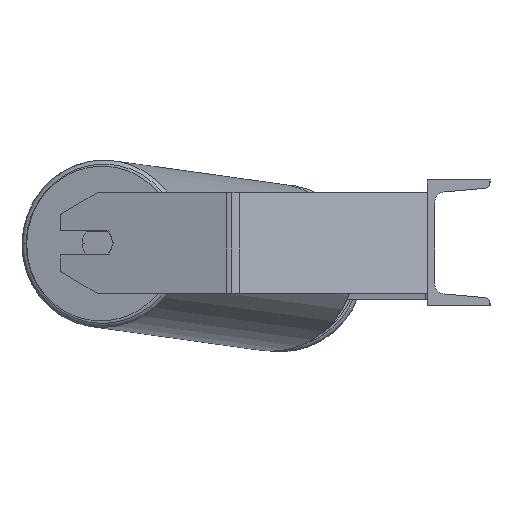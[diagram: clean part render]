
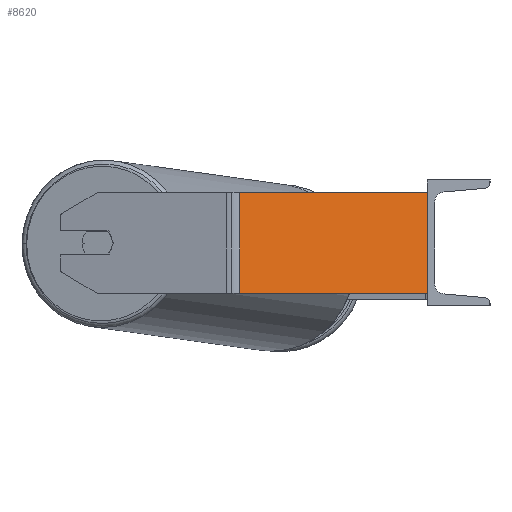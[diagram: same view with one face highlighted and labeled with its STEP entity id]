
A CAD part, left-side view. The second image highlights one B-rep face of the part: STEP entity #8620.
In plain terms, the highlighted planar face has unit normal (-0.906, -0.423, 0).
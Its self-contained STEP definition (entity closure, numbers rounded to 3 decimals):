
#50 = VERTEX_POINT ( 'NONE', #7050 ) ;
#401 = VECTOR ( 'NONE', #804, 1000. ) ;
#575 = ORIENTED_EDGE ( 'NONE', *, *, #7396, .T. ) ;
#804 = DIRECTION ( 'NONE',  ( 0.423, -0.906, 0. ) ) ;
#1109 = CARTESIAN_POINT ( 'NONE',  ( -856.718, 153.799, 40. ) ) ;
#1172 = EDGE_LOOP ( 'NONE', ( #6896, #7729, #2063, #575 ) ) ;
#2063 = ORIENTED_EDGE ( 'NONE', *, *, #2459, .F. ) ;
#2438 = CARTESIAN_POINT ( 'NONE',  ( -854.256, 148.521, -40. ) ) ;
#2448 = VERTEX_POINT ( 'NONE', #8533 ) ;
#2459 = EDGE_CURVE ( 'NONE', #2448, #50, #5637, .T. ) ;
#3338 = DIRECTION ( 'NONE',  ( 0., 0., -1. ) ) ;
#3598 = DIRECTION ( 'NONE',  ( 0.423, -0.906, 0. ) ) ;
#3699 = VERTEX_POINT ( 'NONE', #2438 ) ;
#3702 = EDGE_CURVE ( 'NONE', #50, #4236, #8122, .T. ) ;
#4203 = CARTESIAN_POINT ( 'NONE',  ( -785., 0., -40. ) ) ;
#4236 = VERTEX_POINT ( 'NONE', #4203 ) ;
#4280 = LINE ( 'NONE', #8941, #4899 ) ;
#4391 = CARTESIAN_POINT ( 'NONE',  ( -856.718, 153.799, -40. ) ) ;
#4899 = VECTOR ( 'NONE', #3338, 1000. ) ;
#5044 = CARTESIAN_POINT ( 'NONE',  ( -856.718, 153.799, 40. ) ) ;
#5637 = LINE ( 'NONE', #5044, #401 ) ;
#5910 = LINE ( 'NONE', #4391, #6127 ) ;
#6071 = DIRECTION ( 'NONE',  ( 0.906, 0.423, 0. ) ) ;
#6127 = VECTOR ( 'NONE', #3598, 1000. ) ;
#6447 = EDGE_CURVE ( 'NONE', #3699, #4236, #5910, .T. ) ;
#6526 = AXIS2_PLACEMENT_3D ( 'NONE', #1109, #6071, #8114 ) ;
#6824 = CARTESIAN_POINT ( 'NONE',  ( -785., 0., 40. ) ) ;
#6896 = ORIENTED_EDGE ( 'NONE', *, *, #6447, .T. ) ;
#7050 = CARTESIAN_POINT ( 'NONE',  ( -785., 0., 40. ) ) ;
#7333 = DIRECTION ( 'NONE',  ( 0., 0., -1. ) ) ;
#7396 = EDGE_CURVE ( 'NONE', #2448, #3699, #4280, .T. ) ;
#7421 = FACE_OUTER_BOUND ( 'NONE', #1172, .T. ) ;
#7729 = ORIENTED_EDGE ( 'NONE', *, *, #3702, .F. ) ;
#8114 = DIRECTION ( 'NONE',  ( -0.423, 0.906, 0. ) ) ;
#8122 = LINE ( 'NONE', #6824, #8936 ) ;
#8533 = CARTESIAN_POINT ( 'NONE',  ( -854.256, 148.521, 40. ) ) ;
#8620 = ADVANCED_FACE ( 'NONE', ( #7421 ), #8938, .F. ) ;
#8936 = VECTOR ( 'NONE', #7333, 1000. ) ;
#8938 = PLANE ( 'NONE',  #6526 ) ;
#8941 = CARTESIAN_POINT ( 'NONE',  ( -854.256, 148.521, 40. ) ) ;
